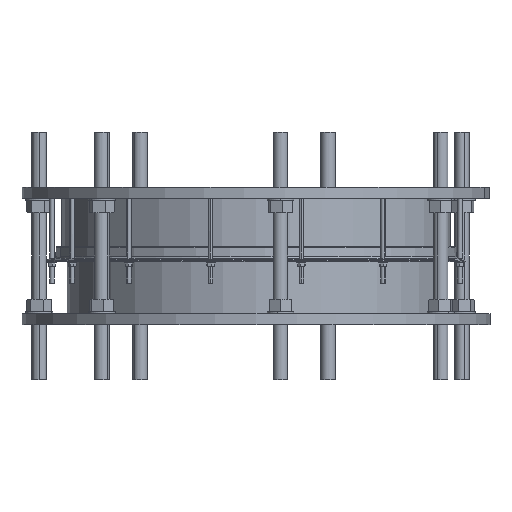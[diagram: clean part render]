
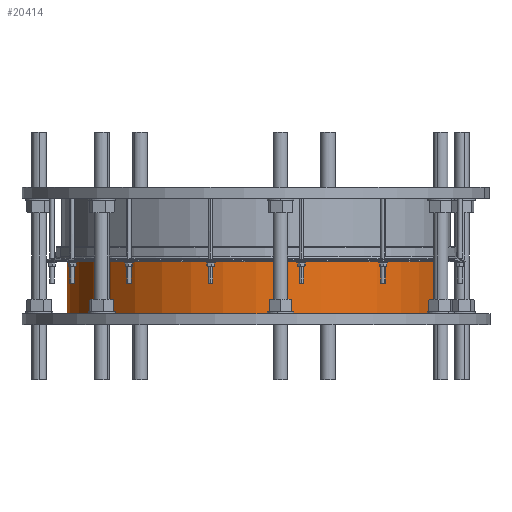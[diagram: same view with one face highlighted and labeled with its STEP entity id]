
A CAD part, front view. The second image highlights one B-rep face of the part: STEP entity #20414.
In plain terms, the highlighted cylindrical face has radius 506 mm (diameter 1012 mm), a partial arc.
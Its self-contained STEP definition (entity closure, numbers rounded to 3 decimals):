
#331 = DIRECTION ( 'NONE',  ( 0., 0., -1. ) ) ;
#335 = CARTESIAN_POINT ( 'NONE',  ( 506., 0., 280. ) ) ;
#873 = EDGE_CURVE ( 'NONE', #15283, #15279, #16104, .T. ) ;
#1589 = EDGE_CURVE ( 'NONE', #15279, #15280, #17816, .T. ) ;
#1613 = EDGE_CURVE ( 'NONE', #15283, #15286, #17840, .T. ) ;
#2577 = EDGE_LOOP ( 'NONE', ( #12195, #12015, #11939, #12002 ) ) ;
#3104 = EDGE_CURVE ( 'NONE', #15286, #15280, #18188, .T. ) ;
#3772 = AXIS2_PLACEMENT_3D ( 'NONE', #7239, #7237, #7235 ) ;
#5454 = CARTESIAN_POINT ( 'NONE',  ( -506., 0., 30. ) ) ;
#5455 = CARTESIAN_POINT ( 'NONE',  ( 506., 0., 30. ) ) ;
#5458 = CARTESIAN_POINT ( 'NONE',  ( -506., 0., 170. ) ) ;
#5461 = CARTESIAN_POINT ( 'NONE',  ( 506., 0., 170. ) ) ;
#7235 = DIRECTION ( 'NONE',  ( -1., 0., 0. ) ) ;
#7237 = DIRECTION ( 'NONE',  ( 0., 0., -1. ) ) ;
#7239 = CARTESIAN_POINT ( 'NONE',  ( 0., 0., 280. ) ) ;
#8194 = FACE_OUTER_BOUND ( 'NONE', #2577, .T. ) ;
#8228 = CYLINDRICAL_SURFACE ( 'NONE', #3772, 506. ) ;
#9681 = AXIS2_PLACEMENT_3D ( 'NONE', #17018, #17019, #17020 ) ;
#9699 = AXIS2_PLACEMENT_3D ( 'NONE', #17103, #17104, #17105 ) ;
#11939 = ORIENTED_EDGE ( 'NONE', *, *, #873, .T. ) ;
#12002 = ORIENTED_EDGE ( 'NONE', *, *, #1589, .T. ) ;
#12015 = ORIENTED_EDGE ( 'NONE', *, *, #1613, .F. ) ;
#12195 = ORIENTED_EDGE ( 'NONE', *, *, #3104, .F. ) ;
#15279 = VERTEX_POINT ( 'NONE', #5454 ) ;
#15280 = VERTEX_POINT ( 'NONE', #5455 ) ;
#15283 = VERTEX_POINT ( 'NONE', #5458 ) ;
#15286 = VERTEX_POINT ( 'NONE', #5461 ) ;
#16104 = LINE ( 'NONE', #16860, #16108 ) ;
#16108 = VECTOR ( 'NONE', #16553, 1000. ) ;
#16553 = DIRECTION ( 'NONE',  ( 0., 0., -1. ) ) ;
#16860 = CARTESIAN_POINT ( 'NONE',  ( -506., 0., 280. ) ) ;
#17018 = CARTESIAN_POINT ( 'NONE',  ( 0., 0., 30. ) ) ;
#17019 = DIRECTION ( 'NONE',  ( 0., 0., 1. ) ) ;
#17020 = DIRECTION ( 'NONE',  ( 1., 0., 0. ) ) ;
#17103 = CARTESIAN_POINT ( 'NONE',  ( 0., 0., 170. ) ) ;
#17104 = DIRECTION ( 'NONE',  ( 0., 0., 1. ) ) ;
#17105 = DIRECTION ( 'NONE',  ( 1., 0., 0. ) ) ;
#17816 = CIRCLE ( 'NONE', #9681, 506. ) ;
#17840 = CIRCLE ( 'NONE', #9699, 506. ) ;
#18188 = LINE ( 'NONE', #335, #18192 ) ;
#18192 = VECTOR ( 'NONE', #331, 1000. ) ;
#20414 = ADVANCED_FACE ( 'NONE', ( #8194 ), #8228, .T. ) ;
